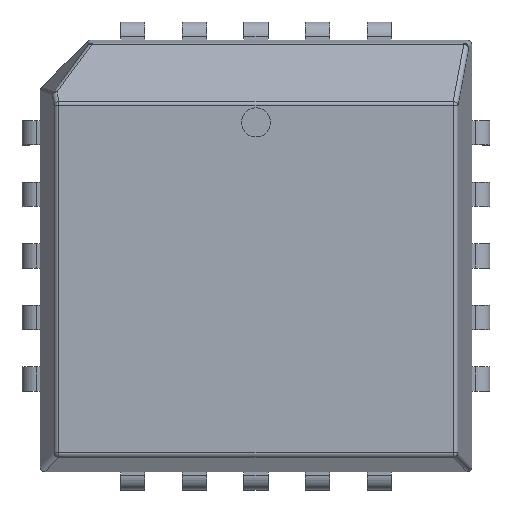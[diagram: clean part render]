
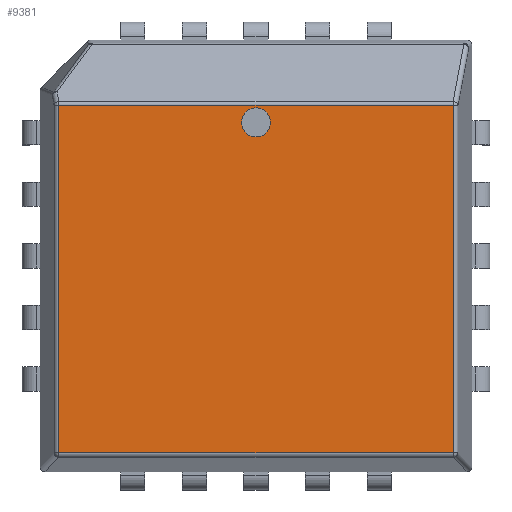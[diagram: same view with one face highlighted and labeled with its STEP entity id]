
A CAD part, top view. The second image highlights one B-rep face of the part: STEP entity #9381.
In plain terms, the highlighted planar face has unit normal (0, 0, 1).
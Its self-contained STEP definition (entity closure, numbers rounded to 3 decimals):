
#33 = VERTEX_POINT ( 'NONE', #9348 ) ;
#139 = LINE ( 'NONE', #3875, #11261 ) ;
#306 = DIRECTION ( 'NONE',  ( 0., 0., 1. ) ) ;
#515 = EDGE_CURVE ( 'NONE', #861, #10605, #4712, .T. ) ;
#532 = CARTESIAN_POINT ( 'NONE',  ( 0., 2.75, 4.38 ) ) ;
#552 = EDGE_CURVE ( 'NONE', #10605, #3317, #139, .T. ) ;
#861 = VERTEX_POINT ( 'NONE', #3594 ) ;
#1099 = DIRECTION ( 'NONE',  ( -1., 0., 0. ) ) ;
#1172 = ORIENTED_EDGE ( 'NONE', *, *, #6487, .T. ) ;
#1680 = ORIENTED_EDGE ( 'NONE', *, *, #2265, .T. ) ;
#2127 = EDGE_LOOP ( 'NONE', ( #4544, #7806, #4354, #8443 ) ) ;
#2265 = EDGE_CURVE ( 'NONE', #2343, #33, #5945, .T. ) ;
#2343 = VERTEX_POINT ( 'NONE', #10206 ) ;
#2503 = DIRECTION ( 'NONE',  ( 0., -1., 0. ) ) ;
#2752 = CIRCLE ( 'NONE', #9476, 0.3 ) ;
#3297 = CARTESIAN_POINT ( 'NONE',  ( 0., 3.105, 4.38 ) ) ;
#3303 = CARTESIAN_POINT ( 'NONE',  ( -4.065, 3.105, 4.38 ) ) ;
#3317 = VERTEX_POINT ( 'NONE', #3303 ) ;
#3594 = CARTESIAN_POINT ( 'NONE',  ( 4.065, -4.065, 4.38 ) ) ;
#3734 = DIRECTION ( 'NONE',  ( 0., 0., -1. ) ) ;
#3875 = CARTESIAN_POINT ( 'NONE',  ( -4.065, 0., 4.38 ) ) ;
#3983 = DIRECTION ( 'NONE',  ( 1., 0., 0. ) ) ;
#4254 = VECTOR ( 'NONE', #2503, 1000. ) ;
#4319 = CARTESIAN_POINT ( 'NONE',  ( 4.065, 0., 4.38 ) ) ;
#4354 = ORIENTED_EDGE ( 'NONE', *, *, #9425, .T. ) ;
#4544 = ORIENTED_EDGE ( 'NONE', *, *, #515, .F. ) ;
#4712 = LINE ( 'NONE', #8390, #5900 ) ;
#4753 = CARTESIAN_POINT ( 'NONE',  ( -4.065, -4.065, 4.38 ) ) ;
#4760 = PLANE ( 'NONE',  #7610 ) ;
#4927 = EDGE_CURVE ( 'NONE', #11227, #861, #9884, .T. ) ;
#5385 = DIRECTION ( 'NONE',  ( 0., 0., -1. ) ) ;
#5684 = DIRECTION ( 'NONE',  ( 0., 1., 0. ) ) ;
#5900 = VECTOR ( 'NONE', #1099, 1000. ) ;
#5945 = CIRCLE ( 'NONE', #6903, 0.3 ) ;
#5962 = DIRECTION ( 'NONE',  ( 1., 0., 0. ) ) ;
#6487 = EDGE_CURVE ( 'NONE', #33, #2343, #2752, .T. ) ;
#6758 = FACE_BOUND ( 'NONE', #9713, .T. ) ;
#6903 = AXIS2_PLACEMENT_3D ( 'NONE', #11063, #3734, #7546 ) ;
#7546 = DIRECTION ( 'NONE',  ( 1., 0., 0. ) ) ;
#7610 = AXIS2_PLACEMENT_3D ( 'NONE', #8494, #306, #3983 ) ;
#7806 = ORIENTED_EDGE ( 'NONE', *, *, #4927, .F. ) ;
#8380 = FACE_OUTER_BOUND ( 'NONE', #2127, .T. ) ;
#8390 = CARTESIAN_POINT ( 'NONE',  ( 0., -4.065, 4.38 ) ) ;
#8443 = ORIENTED_EDGE ( 'NONE', *, *, #552, .F. ) ;
#8494 = CARTESIAN_POINT ( 'NONE',  ( 0., 0., 4.38 ) ) ;
#9090 = CARTESIAN_POINT ( 'NONE',  ( 4.065, 3.105, 4.38 ) ) ;
#9108 = VECTOR ( 'NONE', #11425, 1000. ) ;
#9348 = CARTESIAN_POINT ( 'NONE',  ( -0.3, 2.75, 4.38 ) ) ;
#9381 = ADVANCED_FACE ( 'NONE', ( #6758, #8380 ), #4760, .T. ) ;
#9425 = EDGE_CURVE ( 'NONE', #11227, #3317, #10694, .T. ) ;
#9476 = AXIS2_PLACEMENT_3D ( 'NONE', #532, #5385, #5962 ) ;
#9713 = EDGE_LOOP ( 'NONE', ( #1680, #1172 ) ) ;
#9884 = LINE ( 'NONE', #4319, #4254 ) ;
#10206 = CARTESIAN_POINT ( 'NONE',  ( 0.3, 2.75, 4.38 ) ) ;
#10605 = VERTEX_POINT ( 'NONE', #4753 ) ;
#10694 = LINE ( 'NONE', #3297, #9108 ) ;
#11063 = CARTESIAN_POINT ( 'NONE',  ( 0., 2.75, 4.38 ) ) ;
#11227 = VERTEX_POINT ( 'NONE', #9090 ) ;
#11261 = VECTOR ( 'NONE', #5684, 1000. ) ;
#11425 = DIRECTION ( 'NONE',  ( -1., 0., 0. ) ) ;
